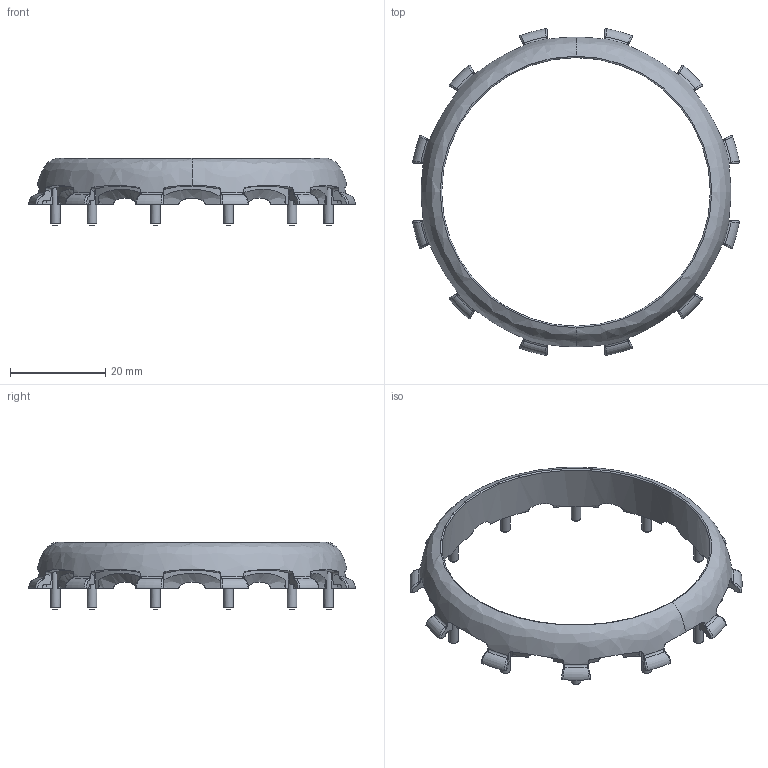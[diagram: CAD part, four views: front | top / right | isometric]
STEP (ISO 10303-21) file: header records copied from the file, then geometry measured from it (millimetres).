
FILE_DESCRIPTION(/* description */ (''),/* implementation_level */ '2;1');
FILE_NAME(/* name */ '2.75'''' Omni-Directional Wheel-Parts\Wheel Rim.ipt.step',/* time_stamp */ '2020-04-16T23:27:49-04:00',/* author */ ('Jordan'),/* organization */ (''),/* preprocessor_version */ 'ST-DEVELOPER v17',/* originating_system */ 'Autodesk Inventor 2019',/* authorisation */ '');
FILE_SCHEMA (('AUTOMOTIVE_DESIGN { 1 0 10303 214 3 1 1 }'));
Length unit declared in the file: inch
Products named in the file (1): Wheel Rim
Bounding box: 68.69 x 68.69 x 14.16 mm (x, y, z)
Volume: 4341.9 mm3; surface area: 6738.4 mm2
Topology: 1 solids, 1 shells, 353 faces, 1056 edges, 703 vertices
Faces by surface type: plane 156, bspline 87, torus 49, cylinder 36, cone 25
Full cylindrical faces by diameter (mm): 2 x12
Entity records: 20170 total; most frequent: CARTESIAN_POINT 11204, ORIENTED_EDGE 2112, DIRECTION 1675, EDGE_CURVE 1056, VERTEX_POINT 703, AXIS2_PLACEMENT_3D 681, CIRCLE 366, FACE_OUTER_BOUND 353
